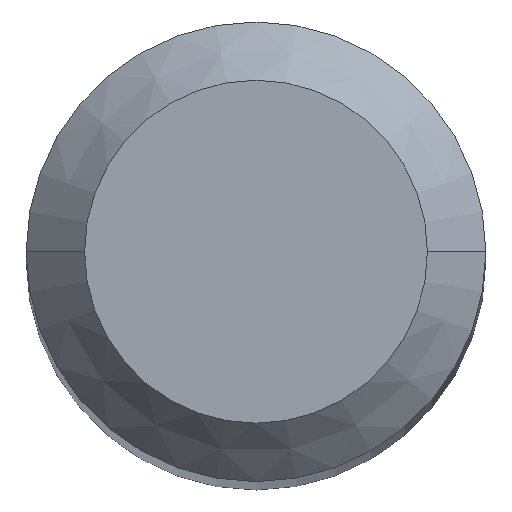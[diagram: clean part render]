
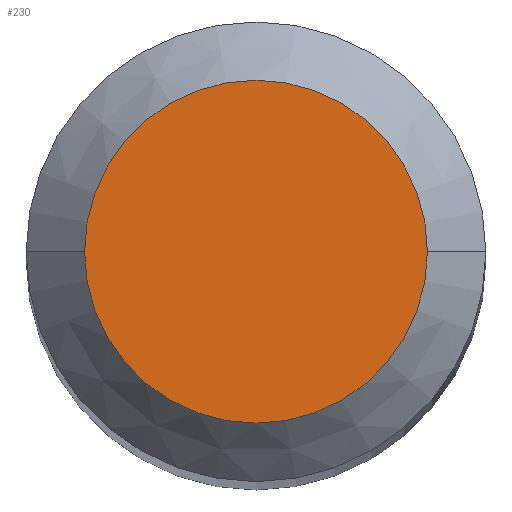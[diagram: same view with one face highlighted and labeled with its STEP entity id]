
A CAD part, top view. The second image highlights one B-rep face of the part: STEP entity #230.
In plain terms, the highlighted planar face has unit normal (0, 0, 1).
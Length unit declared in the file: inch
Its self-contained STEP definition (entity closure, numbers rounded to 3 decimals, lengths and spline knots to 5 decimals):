
#5 = DIRECTION ( 'NONE',  ( 0., 0., 1. ) ) ;
#14 = DIRECTION ( 'NONE',  ( 1., 0., 0. ) ) ;
#49 = CARTESIAN_POINT ( 'NONE',  ( 0., 0., 1.49606 ) ) ;
#66 = EDGE_LOOP ( 'NONE', ( #86, #181 ) ) ;
#86 = ORIENTED_EDGE ( 'NONE', *, *, #278, .T. ) ;
#92 = DIRECTION ( 'NONE',  ( 0., 0., 1. ) ) ;
#96 = DIRECTION ( 'NONE',  ( 1., 0., 0. ) ) ;
#102 = CARTESIAN_POINT ( 'NONE',  ( 0.04405, 0., 1.49606 ) ) ;
#105 = CIRCLE ( 'NONE', #170, 0.04405 ) ;
#120 = FACE_OUTER_BOUND ( 'NONE', #66, .T. ) ;
#152 = VERTEX_POINT ( 'NONE', #102 ) ;
#166 = EDGE_CURVE ( 'NONE', #152, #262, #201, .T. ) ;
#170 = AXIS2_PLACEMENT_3D ( 'NONE', #293, #92, #14 ) ;
#181 = ORIENTED_EDGE ( 'NONE', *, *, #166, .T. ) ;
#201 = CIRCLE ( 'NONE', #258, 0.04405 ) ;
#223 = AXIS2_PLACEMENT_3D ( 'NONE', #49, #309, #96 ) ;
#229 = PLANE ( 'NONE',  #223 ) ;
#230 = ADVANCED_FACE ( 'NONE', ( #120 ), #229, .T. ) ;
#253 = CARTESIAN_POINT ( 'NONE',  ( -0.04405, 0., 1.49606 ) ) ;
#258 = AXIS2_PLACEMENT_3D ( 'NONE', #279, #5, #302 ) ;
#262 = VERTEX_POINT ( 'NONE', #253 ) ;
#278 = EDGE_CURVE ( 'NONE', #262, #152, #105, .T. ) ;
#279 = CARTESIAN_POINT ( 'NONE',  ( 0., 0., 1.49606 ) ) ;
#293 = CARTESIAN_POINT ( 'NONE',  ( 0., 0., 1.49606 ) ) ;
#302 = DIRECTION ( 'NONE',  ( 1., 0., 0. ) ) ;
#309 = DIRECTION ( 'NONE',  ( 0., 0., 1. ) ) ;
